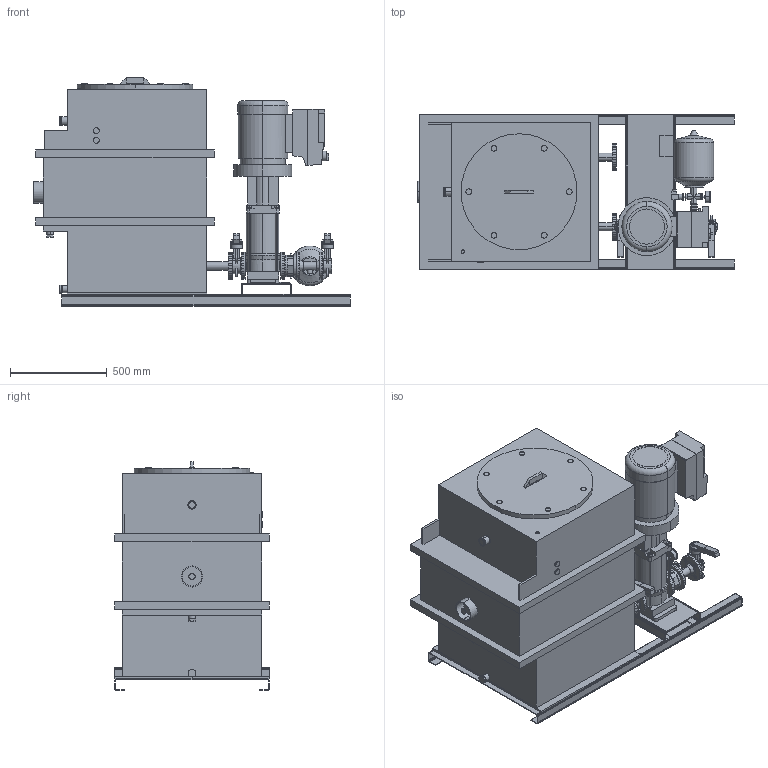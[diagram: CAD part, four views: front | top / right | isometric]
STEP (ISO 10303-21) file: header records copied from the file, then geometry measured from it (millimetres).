
FILE_DESCRIPTION(('no description'),'unknown implementation level');
FILE_NAME('Honeywell 06-2016_CBU146-32A-060_3D.stp',' ',('pit-cup GmbH'),('ccLab - KiM Gmbh - www.kimweb.de'),'unknown preprocess','ACIS','unknown authorization');
FILE_SCHEMA(('automotive_design'));
Length unit declared in the file: millimetre
Products named in the file (12): 1; 2; 3; 4; 5; 6; 7; 8; 9; 10; 11; 12
Bounding box: 1640.3 x 800 x 1185 mm (x, y, z)
Volume: 667130533.6 mm3; surface area: 8755136.4 mm2
Topology: 12 solids, 20 shells, 3076 faces, 8567 edges, 5661 vertices
Faces by surface type: plane 2628, cylinder 356, cone 70, torus 22
Entity records: 194763 total; most frequent: CARTESIAN_POINT 18286, STYLED_ITEM 17316, PRESENTATION_STYLE_ASSIGNMENT 17316, COLOUR_RGB 17316, ORIENTED_EDGE 17134, DIRECTION 15780, EDGE_CURVE 8567, CURVE_STYLE 8567
